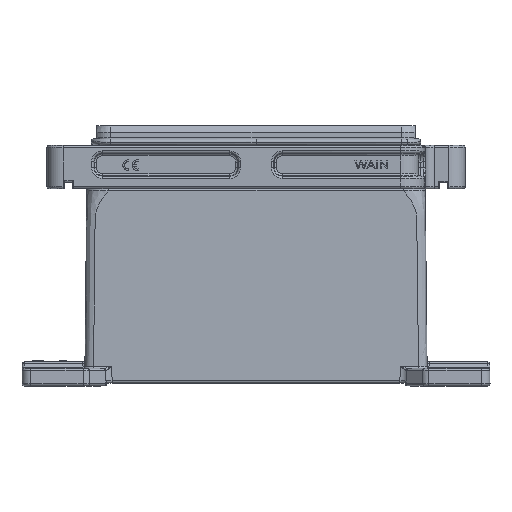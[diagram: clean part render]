
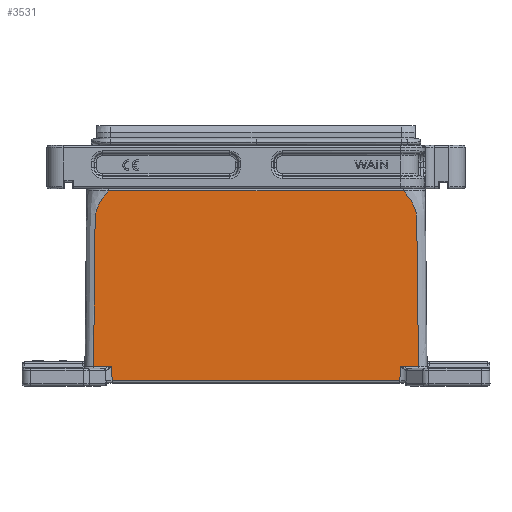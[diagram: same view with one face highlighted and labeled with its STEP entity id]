
A CAD part, top view. The second image highlights one B-rep face of the part: STEP entity #3531.
In plain terms, the highlighted planar face has unit normal (0, 0.011, 1).
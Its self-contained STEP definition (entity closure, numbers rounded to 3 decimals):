
#1897=B_SPLINE_CURVE_WITH_KNOTS('',3,(#45117,#45118,#45119,#45120,#45121,
#45122,#45123,#45124,#45125,#45126,#45127,#45128),.UNSPECIFIED.,.F.,.F.,
(4,2,2,2,2,4),(0.,0.125,0.188,0.25,
0.5,1.),.UNSPECIFIED.);
#1921=B_SPLINE_CURVE_WITH_KNOTS('',3,(#45688,#45689,#45690,#45691,#45692,
#45693,#45694,#45695,#45696,#45697,#45698,#45699,#45700,#45701,#45702,#45703,
#45704,#45705,#45706,#45707,#45708,#45709,#45710,#45711,#45712,#45713,#45714,
#45715,#45716,#45717,#45718,#45719,#45720,#45721,#45722,#45723,#45724,#45725,
#45726,#45727,#45728,#45729,#45730,#45731,#45732,#45733,#45734,#45735,#45736,
#45737,#45738),.UNSPECIFIED.,.F.,.F.,(4,2,1,1,1,1,1,1,2,2,2,2,1,1,1,2,2,
2,2,2,2,2,2,2,2,2,2,2,2,4),(0.,0.25,0.375,0.438,
0.469,0.484,0.492,0.496,
0.498,0.5,0.625,0.688,0.719,
0.734,0.742,0.746,0.75,
0.813,0.828,0.836,0.844,
0.859,0.867,0.871,0.875,
0.906,0.922,0.93,0.938,1.),
 .UNSPECIFIED.);
#1949=B_SPLINE_CURVE_WITH_KNOTS('',3,(#46167,#46168,#46169,#46170,#46171,
#46172,#46173),.UNSPECIFIED.,.F.,.F.,(4,3,4),(0.,0.01,1.),
 .UNSPECIFIED.);
#1951=B_SPLINE_CURVE_WITH_KNOTS('',3,(#46179,#46180,#46181,#46182),
 .UNSPECIFIED.,.F.,.F.,(4,4),(0.,1.),.UNSPECIFIED.);
#1952=B_SPLINE_CURVE_WITH_KNOTS('',3,(#46185,#46186,#46187,#46188),
 .UNSPECIFIED.,.F.,.F.,(4,4),(0.,1.),.UNSPECIFIED.);
#3531=ADVANCED_FACE('NONE',(#5326),#4317,.T.);
#4317=PLANE('',#23333);
#5326=FACE_OUTER_BOUND('',#6690,.T.);
#6690=EDGE_LOOP('',(#14332,#14333,#14334,#14335,#14336,#14337,#14338,#14339));
#8068=LINE('',#44913,#9355);
#8098=LINE('',#45493,#9385);
#8118=LINE('',#46184,#9405);
#9355=VECTOR('',#26976,1.);
#9385=VECTOR('',#27168,1.);
#9405=VECTOR('',#27236,1.);
#14332=ORIENTED_EDGE('',*,*,#21016,.T.);
#14333=ORIENTED_EDGE('',*,*,#20842,.F.);
#14334=ORIENTED_EDGE('',*,*,#21014,.T.);
#14335=ORIENTED_EDGE('',*,*,#21017,.T.);
#14336=ORIENTED_EDGE('',*,*,#20889,.F.);
#14337=ORIENTED_EDGE('',*,*,#20954,.F.);
#14338=ORIENTED_EDGE('',*,*,#20974,.F.);
#14339=ORIENTED_EDGE('',*,*,#21018,.T.);
#17931=VERTEX_POINT('',#44907);
#17932=VERTEX_POINT('',#44914);
#17957=VERTEX_POINT('',#45129);
#17958=VERTEX_POINT('',#45130);
#17986=VERTEX_POINT('',#45492);
#17997=VERTEX_POINT('',#45687);
#18019=VERTEX_POINT('',#46166);
#18020=VERTEX_POINT('',#46183);
#20842=EDGE_CURVE('NONE',#17931,#17932,#8068,.T.);
#20889=EDGE_CURVE('NONE',#17957,#17958,#1897,.T.);
#20954=EDGE_CURVE('NONE',#17986,#17957,#8098,.T.);
#20974=EDGE_CURVE('NONE',#17997,#17986,#1921,.T.);
#21014=EDGE_CURVE('NONE',#17931,#18019,#1949,.T.);
#21016=EDGE_CURVE('NONE',#18020,#17932,#1951,.T.);
#21017=EDGE_CURVE('NONE',#18019,#17958,#8118,.T.);
#21018=EDGE_CURVE('NONE',#17997,#18020,#1952,.T.);
#23333=AXIS2_PLACEMENT_3D('',#46189,#27237,#27238);
#26976=DIRECTION('',(-1.,0.,0.));
#27168=DIRECTION('',(1.,0.,0.));
#27236=DIRECTION('',(1.,0.,0.));
#27237=DIRECTION('',(0.,0.01,1.));
#27238=DIRECTION('',(0.,-1.,0.01));
#44907=CARTESIAN_POINT('',(174.411,2.311,-10.053));
#44913=CARTESIAN_POINT('',(38.439,2.311,-10.054));
#44914=CARTESIAN_POINT('',(41.554,2.311,-10.053));
#45117=CARTESIAN_POINT('',(175.942,90.011,-10.972));
#45118=CARTESIAN_POINT('',(178.167,87.668,-10.948));
#45119=CARTESIAN_POINT('',(180.187,84.959,-10.919));
#45120=CARTESIAN_POINT('',(181.906,80.139,-10.869));
#45121=CARTESIAN_POINT('',(182.21,78.41,-10.851));
#45122=CARTESIAN_POINT('',(182.259,74.939,-10.814));
#45123=CARTESIAN_POINT('',(182.269,73.203,-10.796));
#45124=CARTESIAN_POINT('',(182.361,64.526,-10.705));
#45125=CARTESIAN_POINT('',(182.432,57.584,-10.633));
#45126=CARTESIAN_POINT('',(182.651,36.758,-10.415));
#45127=CARTESIAN_POINT('',(182.796,22.874,-10.269));
#45128=CARTESIAN_POINT('',(182.942,8.99,-10.124));
#45129=CARTESIAN_POINT('',(175.942,90.011,-10.972));
#45130=CARTESIAN_POINT('',(182.942,8.99,-10.124));
#45492=CARTESIAN_POINT('',(40.023,90.011,-10.972));
#45493=CARTESIAN_POINT('',(32.63,90.011,-10.972));
#45687=CARTESIAN_POINT('',(33.024,8.99,-10.124));
#45688=CARTESIAN_POINT('',(33.024,8.99,-10.124));
#45689=CARTESIAN_POINT('',(33.105,16.737,-10.205));
#45690=CARTESIAN_POINT('',(33.181,23.997,-10.281));
#45691=CARTESIAN_POINT('',(33.287,34.156,-10.387));
#45692=CARTESIAN_POINT('',(33.338,39.053,-10.439));
#45693=CARTESIAN_POINT('',(33.395,44.446,-10.495));
#45694=CARTESIAN_POINT('',(33.422,47.062,-10.523));
#45695=CARTESIAN_POINT('',(33.436,48.35,-10.536));
#45696=CARTESIAN_POINT('',(33.442,48.99,-10.543));
#45697=CARTESIAN_POINT('',(33.446,49.308,-10.546));
#45698=CARTESIAN_POINT('',(33.447,49.444,-10.548));
#45699=CARTESIAN_POINT('',(33.448,49.535,-10.548));
#45700=CARTESIAN_POINT('',(33.448,49.526,-10.548));
#45701=CARTESIAN_POINT('',(33.516,55.982,-10.616));
#45702=CARTESIAN_POINT('',(33.567,60.854,-10.667));
#45703=CARTESIAN_POINT('',(33.62,65.934,-10.72));
#45704=CARTESIAN_POINT('',(33.634,67.255,-10.734));
#45705=CARTESIAN_POINT('',(33.649,68.681,-10.749));
#45706=CARTESIAN_POINT('',(33.655,69.255,-10.755));
#45707=CARTESIAN_POINT('',(33.659,69.68,-10.759));
#45708=CARTESIAN_POINT('',(33.661,69.832,-10.761));
#45709=CARTESIAN_POINT('',(33.661,69.884,-10.762));
#45710=CARTESIAN_POINT('',(33.662,69.916,-10.762));
#45711=CARTESIAN_POINT('',(33.661,69.891,-10.762));
#45712=CARTESIAN_POINT('',(33.671,70.778,-10.771));
#45713=CARTESIAN_POINT('',(33.691,72.448,-10.788));
#45714=CARTESIAN_POINT('',(33.721,75.666,-10.822));
#45715=CARTESIAN_POINT('',(33.729,76.223,-10.828));
#45716=CARTESIAN_POINT('',(33.747,76.93,-10.835));
#45717=CARTESIAN_POINT('',(33.754,77.144,-10.838));
#45718=CARTESIAN_POINT('',(33.772,77.528,-10.842));
#45719=CARTESIAN_POINT('',(33.78,77.667,-10.843));
#45720=CARTESIAN_POINT('',(33.817,78.207,-10.849));
#45721=CARTESIAN_POINT('',(33.857,78.575,-10.853));
#45722=CARTESIAN_POINT('',(33.942,79.136,-10.859));
#45723=CARTESIAN_POINT('',(33.975,79.324,-10.861));
#45724=CARTESIAN_POINT('',(34.031,79.609,-10.864));
#45725=CARTESIAN_POINT('',(34.051,79.704,-10.865));
#45726=CARTESIAN_POINT('',(34.092,79.895,-10.868));
#45727=CARTESIAN_POINT('',(34.125,80.035,-10.869));
#45728=CARTESIAN_POINT('',(34.238,80.504,-10.875));
#45729=CARTESIAN_POINT('',(34.418,81.155,-10.882));
#45730=CARTESIAN_POINT('',(34.899,82.432,-10.897));
#45731=CARTESIAN_POINT('',(35.095,82.907,-10.903));
#45732=CARTESIAN_POINT('',(35.459,83.681,-10.913));
#45733=CARTESIAN_POINT('',(35.592,83.95,-10.916));
#45734=CARTESIAN_POINT('',(35.885,84.504,-10.923));
#45735=CARTESIAN_POINT('',(36.067,84.829,-10.927));
#45736=CARTESIAN_POINT('',(37.432,87.122,-10.953));
#45737=CARTESIAN_POINT('',(38.79,88.704,-10.965));
#45738=CARTESIAN_POINT('',(40.022,90.011,-10.972));
#46166=CARTESIAN_POINT('',(174.507,8.989,-10.124));
#46167=CARTESIAN_POINT('',(174.41,2.244,-10.053));
#46168=CARTESIAN_POINT('',(174.411,2.266,-10.053));
#46169=CARTESIAN_POINT('',(174.411,2.288,-10.054));
#46170=CARTESIAN_POINT('',(174.411,2.311,-10.054));
#46171=CARTESIAN_POINT('',(174.443,4.537,-10.077));
#46172=CARTESIAN_POINT('',(174.475,6.763,-10.1));
#46173=CARTESIAN_POINT('',(174.507,8.989,-10.124));
#46179=CARTESIAN_POINT('',(41.459,8.99,-10.124));
#46180=CARTESIAN_POINT('',(41.49,6.763,-10.1));
#46181=CARTESIAN_POINT('',(41.522,4.537,-10.077));
#46182=CARTESIAN_POINT('',(41.554,2.311,-10.054));
#46183=CARTESIAN_POINT('',(41.459,8.99,-10.124));
#46184=CARTESIAN_POINT('',(25.911,8.99,-10.124));
#46185=CARTESIAN_POINT('',(33.024,8.99,-10.124));
#46186=CARTESIAN_POINT('',(35.835,8.99,-10.124));
#46187=CARTESIAN_POINT('',(38.647,8.99,-10.124));
#46188=CARTESIAN_POINT('',(41.459,8.99,-10.124));
#46189=CARTESIAN_POINT('',(25.911,91.,-10.983));
